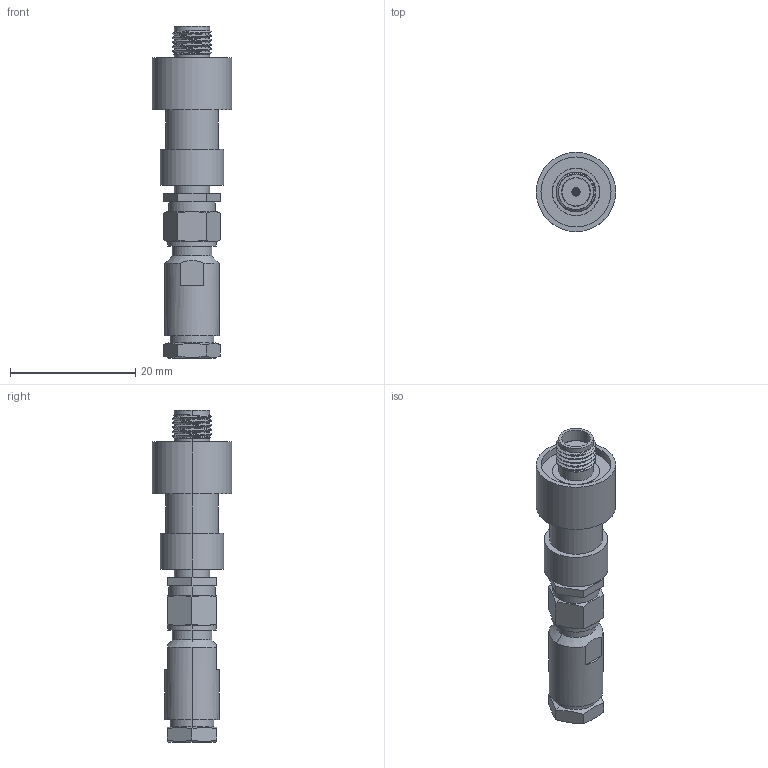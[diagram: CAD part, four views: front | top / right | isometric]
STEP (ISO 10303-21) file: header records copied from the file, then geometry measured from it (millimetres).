
FILE_DESCRIPTION (( 'STEP AP203' ), '1' );
FILE_NAME ('9251004.STEP', '2013-03-06T16:50:33', ( '' ), ( '' ), 'SwSTEP 2.0', 'SolidWorks 2008', '' );
FILE_SCHEMA (( 'CONFIG_CONTROL_DESIGN' ));
Length unit declared in the file: inch
Products named in the file (13): 0841701A; 0841801C; 0842401D; 9251004; 0841901F; 0842501B; 0842601A; 0842701C; 1024302A; 0842001B; 0842101B; 0842201C; 0263601P
Assembly tree (13 placements, depth 4):
  9251004
    0841901F
      0842401D
      0841801C
        0842601A
        0842501B
        0842701C
      1024302A
    0841701A  x2
      0842001B
      0842101B
      0842201C
    0263601P
Bounding box: 12.67 x 12.67 x 52.96 mm (x, y, z)
Volume: 2906.1 mm3; surface area: 5697.3 mm2
Topology: 13 solids, 13 shells, 324 faces, 766 edges, 492 vertices
Faces by surface type: cylinder 152, plane 108, cone 52, torus 8, bspline 4
Entity records: 8912 total; most frequent: CARTESIAN_POINT 2267, DIRECTION 1163, ORIENTED_EDGE 1046, EDGE_CURVE 523, AXIS2_PLACEMENT_3D 481, VERTEX_POINT 334, EDGE_LOOP 265, CIRCLE 235
